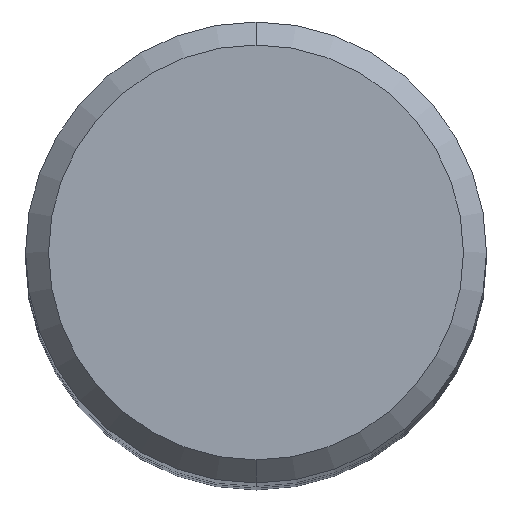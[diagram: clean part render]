
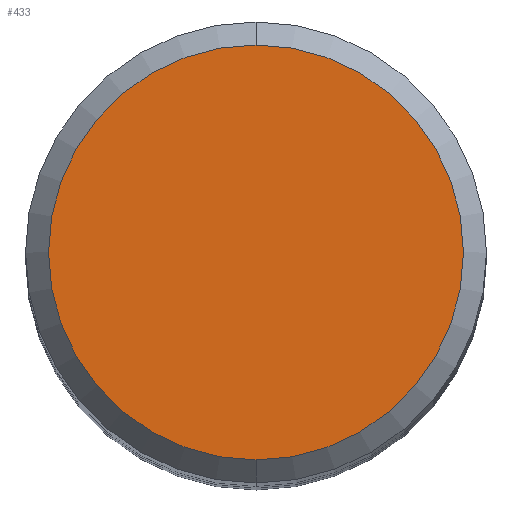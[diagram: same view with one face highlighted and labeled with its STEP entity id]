
A CAD part, top view. The second image highlights one B-rep face of the part: STEP entity #433.
In plain terms, the highlighted planar face has unit normal (0, 0, 1).
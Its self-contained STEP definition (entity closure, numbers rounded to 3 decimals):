
#403=EDGE_CURVE('',#423,#405,#721,.T.);
#405=VERTEX_POINT('',#723);
#421=EDGE_CURVE('',#405,#423,#739,.T.);
#423=VERTEX_POINT('',#741);
#433=ADVANCED_FACE('',(#751),#752,.T.);
#721=CIRCLE('',#1261,4.5);
#723=CARTESIAN_POINT('',(0.,-4.5,0.0));
#739=CIRCLE('',#1338,4.5);
#741=CARTESIAN_POINT('',(0.0,4.5,0.0));
#751=FACE_OUTER_BOUND('',#1388,.T.);
#752=PLANE('',#1389);
#1261=AXIS2_PLACEMENT_3D('',#1727,#1728,#1729);
#1338=AXIS2_PLACEMENT_3D('',#1737,#1738,#1739);
#1388=EDGE_LOOP('',(#1743,#1744));
#1389=AXIS2_PLACEMENT_3D('',#1745,#1746,#1747);
#1727=CARTESIAN_POINT('',(0.0,0.0,0.0));
#1728=DIRECTION('',(0.0,0.0,-1.0));
#1729=DIRECTION('',(0.0,1.0,0.0));
#1737=CARTESIAN_POINT('',(0.0,0.0,0.0));
#1738=DIRECTION('',(0.0,0.0,-1.0));
#1739=DIRECTION('',(0.0,1.0,0.0));
#1743=ORIENTED_EDGE('',*,*,#403,.F.);
#1744=ORIENTED_EDGE('',*,*,#421,.F.);
#1745=CARTESIAN_POINT('',(0.0,2.25,0.0));
#1746=DIRECTION('',(-0.0,0.0,1.0));
#1747=DIRECTION('',(0.0,-1.0,0.0));
